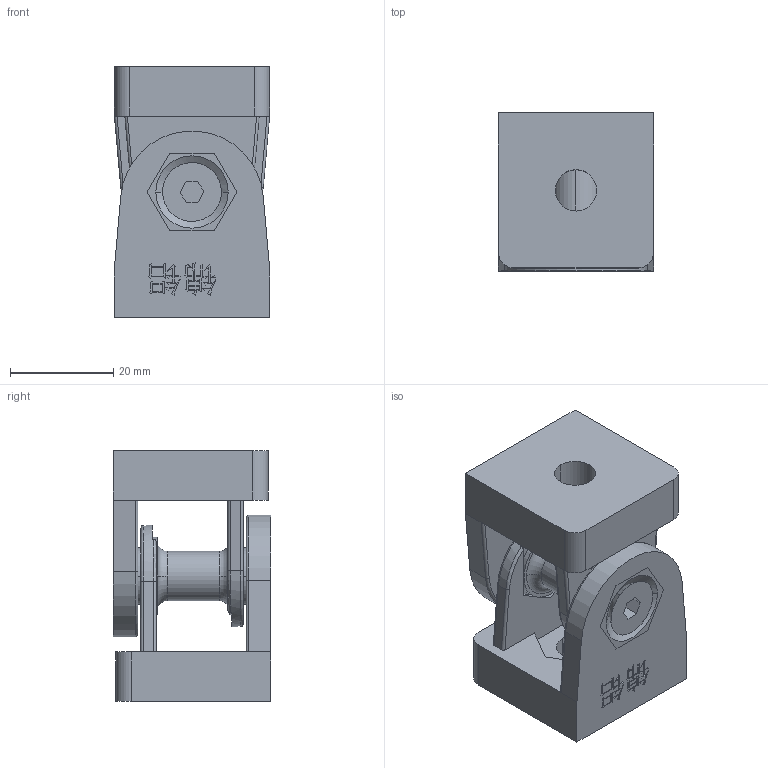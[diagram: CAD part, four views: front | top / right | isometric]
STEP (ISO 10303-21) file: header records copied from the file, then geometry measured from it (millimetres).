
FILE_DESCRIPTION (( 'STEP AP214' ), '1' );
FILE_NAME ('30活动铰链.STEP', '2019-07-26T00:41:23', ( '微软用户' ), ( '微软中国' ), 'SwSTEP 2.0', 'SolidWorks 2015', '' );
FILE_SCHEMA (( 'AUTOMOTIVE_DESIGN' ));
Length unit declared in the file: millimetre
Products named in the file (7): M6 luo wen tao; M6X30 ping ji; M6 ping ji tao; 6 zhou tao; 30303; 30魂雄蝓蟈
Assembly tree (6 placements, depth 2):
  30魂雄蝓蟈
    30303
    30303
    6 zhou tao
    M6 ping ji tao
    M6X30 ping ji
    M6 luo wen tao
Bounding box: 30 x 30.53 x 48.4 mm (x, y, z)
Volume: 25891.7 mm3; surface area: 14920.1 mm2
Topology: 6 solids, 6 shells, 421 faces, 1151 edges, 760 vertices
Faces by surface type: plane 220, cylinder 151, bspline 30, torus 16, cone 4
Entity records: 21115 total; most frequent: CARTESIAN_POINT 10862, ORIENTED_EDGE 2302, DIRECTION 1697, EDGE_CURVE 1151, VERTEX_POINT 760, LINE 651, VECTOR 651, AXIS2_PLACEMENT_3D 523
